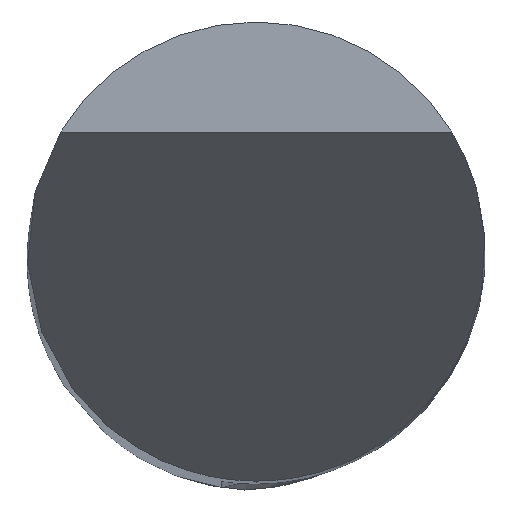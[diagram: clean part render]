
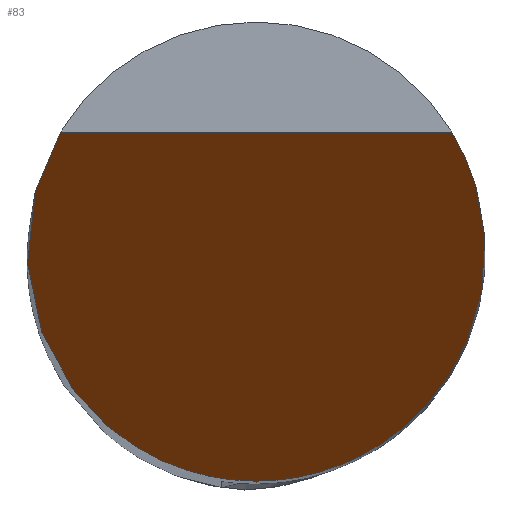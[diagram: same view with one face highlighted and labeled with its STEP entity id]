
A CAD part, top view. The second image highlights one B-rep face of the part: STEP entity #83.
In plain terms, the highlighted planar face has unit normal (0, -0.866, 0.5).
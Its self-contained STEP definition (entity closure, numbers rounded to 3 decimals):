
#63=PLANE('',#662);
#83=ADVANCED_FACE('',(#124),#63,.F.);
#124=FACE_OUTER_BOUND('',#158,.T.);
#158=EDGE_LOOP('',(#305,#306,#307));
#208=LINE('',#1099,#232);
#232=VECTOR('',#740,1.);
#305=ORIENTED_EDGE('',*,*,#475,.T.);
#306=ORIENTED_EDGE('',*,*,#494,.T.);
#307=ORIENTED_EDGE('',*,*,#517,.T.);
#418=VERTEX_POINT('',#860);
#419=VERTEX_POINT('',#865);
#435=VERTEX_POINT('',#962);
#475=EDGE_CURVE('',#419,#418,#605,.T.);
#494=EDGE_CURVE('',#418,#435,#609,.T.);
#517=EDGE_CURVE('',#435,#419,#208,.T.);
#605=(
BOUNDED_CURVE()
B_SPLINE_CURVE(3,(#861,#862,#863,#864),.UNSPECIFIED.,.F.,.F.)
B_SPLINE_CURVE_WITH_KNOTS((4,4),(0.,1.),.UNSPECIFIED.)
CURVE()
GEOMETRIC_REPRESENTATION_ITEM()
RATIONAL_B_SPLINE_CURVE((1.,0.66,0.66,1.))
REPRESENTATION_ITEM('')
);
#609=(
BOUNDED_CURVE()
B_SPLINE_CURVE(3,(#963,#964,#965,#966),.UNSPECIFIED.,.F.,.F.)
B_SPLINE_CURVE_WITH_KNOTS((4,4),(0.,1.),.UNSPECIFIED.)
CURVE()
GEOMETRIC_REPRESENTATION_ITEM()
RATIONAL_B_SPLINE_CURVE((1.,0.66,0.66,1.))
REPRESENTATION_ITEM('')
);
#662=AXIS2_PLACEMENT_3D('',#1101,#743,#744);
#740=DIRECTION('',(-1.,0.,0.));
#743=DIRECTION('',(0.,0.866,-0.5));
#744=DIRECTION('',(0.,0.5,0.866));
#860=CARTESIAN_POINT('',(0.,-2.5,-4.33));
#861=CARTESIAN_POINT('',(-2.136,1.299,2.25));
#862=CARTESIAN_POINT('',(-3.28,-0.581,-1.007));
#863=CARTESIAN_POINT('',(-2.201,-2.5,-4.33));
#864=CARTESIAN_POINT('',(0.,-2.5,-4.33));
#865=CARTESIAN_POINT('',(-2.136,1.299,2.25));
#962=CARTESIAN_POINT('',(2.136,1.299,2.25));
#963=CARTESIAN_POINT('',(0.,-2.5,-4.33));
#964=CARTESIAN_POINT('',(2.201,-2.5,-4.33));
#965=CARTESIAN_POINT('',(3.28,-0.581,-1.007));
#966=CARTESIAN_POINT('',(2.136,1.299,2.25));
#1099=CARTESIAN_POINT('',(0.,1.299,2.25));
#1101=CARTESIAN_POINT('',(2.5,-2.5,-4.33));
